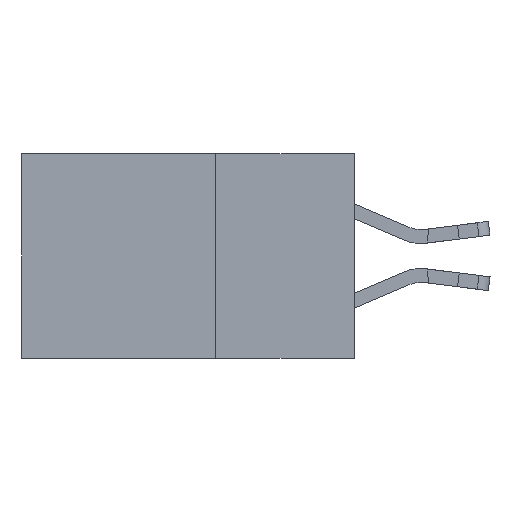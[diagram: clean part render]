
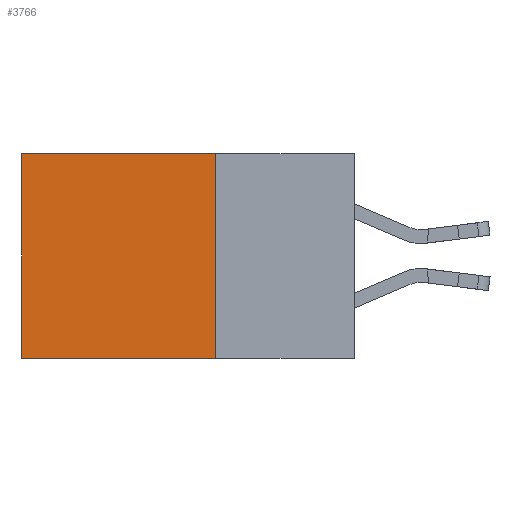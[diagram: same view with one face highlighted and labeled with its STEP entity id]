
A CAD part, left-side view. The second image highlights one B-rep face of the part: STEP entity #3766.
In plain terms, the highlighted planar face has unit normal (-1, 0, 0).
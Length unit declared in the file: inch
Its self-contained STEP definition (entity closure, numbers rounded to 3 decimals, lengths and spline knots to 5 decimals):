
#499 = FACE_OUTER_BOUND ( 'NONE', #2415, .T. ) ;
#604 = LINE ( 'NONE', #11112, #6594 ) ;
#640 = CARTESIAN_POINT ( 'NONE',  ( 0.298, 0.6, -0.37 ) ) ;
#943 = DIRECTION ( 'NONE',  ( 0., 1., 0. ) ) ;
#1081 = ORIENTED_EDGE ( 'NONE', *, *, #8493, .F. ) ;
#1191 = EDGE_CURVE ( 'NONE', #2298, #7522, #8904, .T. ) ;
#1424 = LINE ( 'NONE', #10218, #8078 ) ;
#1500 = DIRECTION ( 'NONE',  ( 0., 0., -1. ) ) ;
#1715 = ORIENTED_EDGE ( 'NONE', *, *, #1191, .T. ) ;
#2298 = VERTEX_POINT ( 'NONE', #7137 ) ;
#2415 = EDGE_LOOP ( 'NONE', ( #8902, #1081, #6507, #1715 ) ) ;
#3489 = CARTESIAN_POINT ( 'NONE',  ( 0.298, 0.25, 0. ) ) ;
#3766 = ADVANCED_FACE ( 'NONE', ( #499 ), #7717, .F. ) ;
#3864 = CARTESIAN_POINT ( 'NONE',  ( 0.298, 0.25, 0. ) ) ;
#4197 = DIRECTION ( 'NONE',  ( 1., 0., 0. ) ) ;
#4233 = CARTESIAN_POINT ( 'NONE',  ( 0.298, 0.25, 0. ) ) ;
#4468 = VERTEX_POINT ( 'NONE', #9365 ) ;
#5104 = AXIS2_PLACEMENT_3D ( 'NONE', #4233, #4197, #10420 ) ;
#5620 = VERTEX_POINT ( 'NONE', #640 ) ;
#5642 = VECTOR ( 'NONE', #10008, 39.37008 ) ;
#6507 = ORIENTED_EDGE ( 'NONE', *, *, #8284, .F. ) ;
#6594 = VECTOR ( 'NONE', #6704, 39.37008 ) ;
#6704 = DIRECTION ( 'NONE',  ( 0., 1., 0. ) ) ;
#7086 = VECTOR ( 'NONE', #943, 39.37008 ) ;
#7137 = CARTESIAN_POINT ( 'NONE',  ( 0.298, 0.25, 0. ) ) ;
#7522 = VERTEX_POINT ( 'NONE', #11007 ) ;
#7717 = PLANE ( 'NONE',  #5104 ) ;
#8078 = VECTOR ( 'NONE', #1500, 39.37008 ) ;
#8284 = EDGE_CURVE ( 'NONE', #2298, #4468, #8819, .T. ) ;
#8493 = EDGE_CURVE ( 'NONE', #4468, #5620, #604, .T. ) ;
#8819 = LINE ( 'NONE', #3864, #5642 ) ;
#8902 = ORIENTED_EDGE ( 'NONE', *, *, #10152, .T. ) ;
#8904 = LINE ( 'NONE', #3489, #7086 ) ;
#9365 = CARTESIAN_POINT ( 'NONE',  ( 0.298, 0.25, -0.37 ) ) ;
#10008 = DIRECTION ( 'NONE',  ( 0., 0., -1. ) ) ;
#10152 = EDGE_CURVE ( 'NONE', #7522, #5620, #1424, .T. ) ;
#10218 = CARTESIAN_POINT ( 'NONE',  ( 0.298, 0.6, 0. ) ) ;
#10420 = DIRECTION ( 'NONE',  ( 0., 0., -1. ) ) ;
#11007 = CARTESIAN_POINT ( 'NONE',  ( 0.298, 0.6, 0. ) ) ;
#11112 = CARTESIAN_POINT ( 'NONE',  ( 0.298, 0.25, -0.37 ) ) ;
